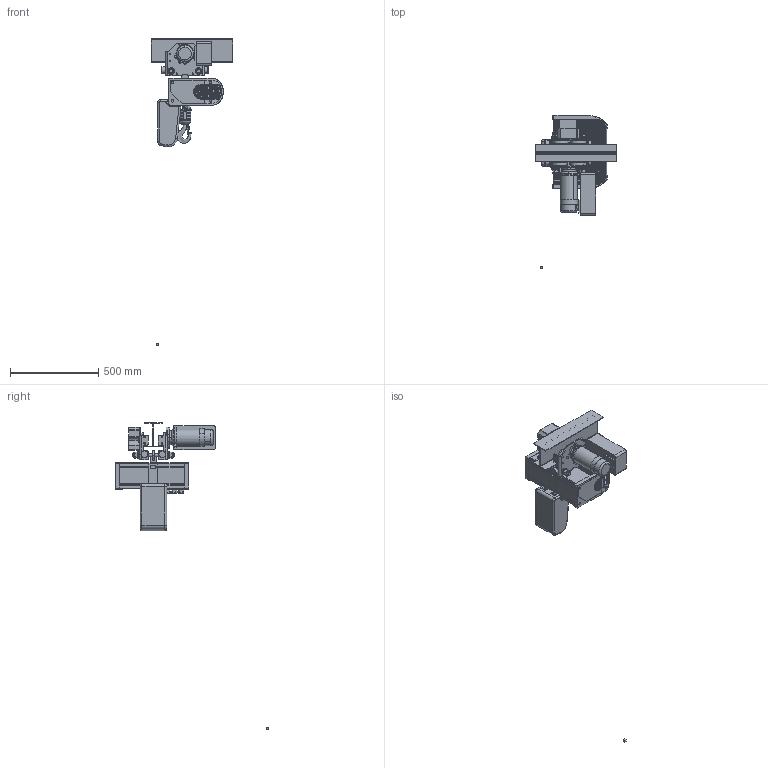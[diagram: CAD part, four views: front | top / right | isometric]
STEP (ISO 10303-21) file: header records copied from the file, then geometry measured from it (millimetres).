
FILE_DESCRIPTION(('STEP AP214'),'1');
FILE_NAME('temp1.stp','2014-09-19T05:47:45',(' '),(' '),'Spatial InterOp 3D',' ',' ');
FILE_SCHEMA(('automotive_design'));
Length unit declared in the file: millimetre
Products named in the file (35): Crane_3D; Fixing; Frame2; K05_Cframe2; K05_Lframe2; K05_Rframe2; Hoi05EPl; H1-1448607_CLX05-MOTOR-TROLL; Cover_1; K5_konecover2; K5_koneco1; K5_konecover3; HoiChaBag_K5_2; Hoi_C1_tro; Hoi_Fix; Shaft; Hoi_C1_tro1; Hoi_C1_tro2; GEAR_TMU1; Gear_TMU1; MFTMU; HoiXNCont; Hoi_C1_nut; Hoi_Fix_C1_K05; Hook_KX020_2; Block_K52; K05Lhook; 53101534_1_MODEL-1; 53101535_1; HoiGir; Part_constr_2d
Assembly tree (34 placements, depth 5):
  Crane_3D
    Fixing
    H1-1448607_CLX05-MOTOR-TROLL
      Frame2
        K05_Cframe2
        K05_Lframe2
        K05_Rframe2
        Hoi05EPl
      Cover_1
        K5_konecover2
        K5_koneco1
        K5_konecover3
      HoiChaBag_K5_2
      Hoi_C1_tro
        Hoi_Fix
        Shaft
        Shaft
        Hoi_C1_tro1
        Hoi_C1_tro2
        GEAR_TMU1
          Gear_TMU1
          MFTMU
        HoiXNCont
        Hoi_C1_nut
        Hoi_C1_nut
        Hoi_C1_nut
        Hoi_C1_nut
        Hoi_Fix_C1_K05
    Hook_KX020_2
      Block_K52
      K05Lhook
        53101534_1_MODEL-1
        53101535_1
    HoiGir
    Part_constr_2d
Bounding box: 462 x 863 x 1733.33 mm (x, y, z)
Volume: 12360085.1 mm3; surface area: 2664194.2 mm2
Topology: 49 solids, 49 shells, 3614 faces, 10189 edges, 6637 vertices
Faces by surface type: cylinder 1703, plane 1573, cone 126, torus 119, bspline 85, sphere 8
Entity records: 192828 total; most frequent: CARTESIAN_POINT 45886, DIRECTION 20723, ORIENTED_EDGE 20374, EDGE_CURVE 10187, STYLED_ITEM 7801, PRESENTATION_STYLE_ASSIGNMENT 7801, COLOUR_RGB 7801, AXIS2_PLACEMENT_3D 7555
